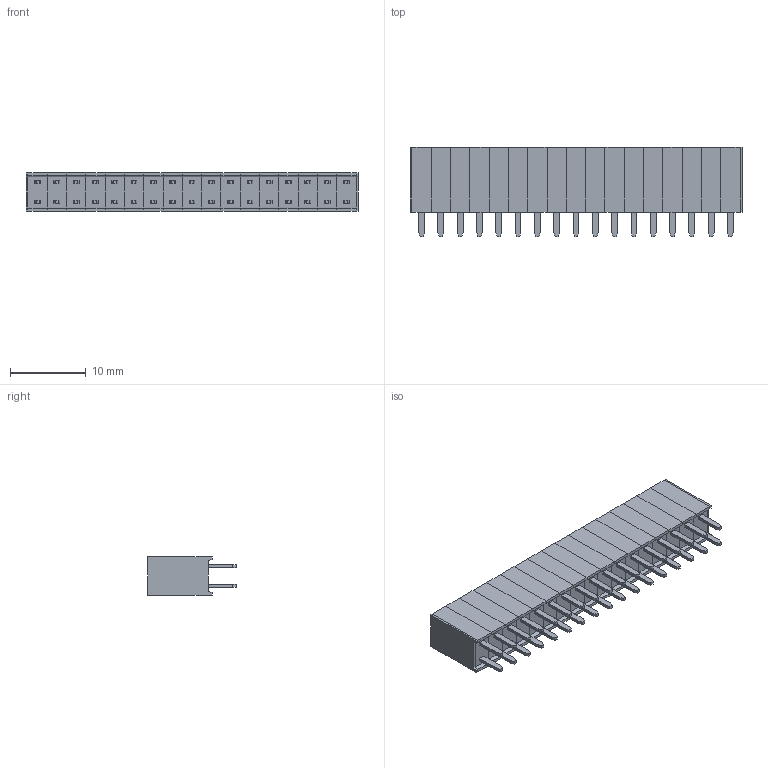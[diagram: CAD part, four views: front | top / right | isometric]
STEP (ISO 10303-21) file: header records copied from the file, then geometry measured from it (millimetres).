
FILE_DESCRIPTION (( 'STEP AP214' ), '1' );
FILE_NAME ('NPPC172LFBN-RC.STEP', '2024-10-30T11:30:09', ( '' ), ( '' ), 'SwSTEP 2.0', 'SolidWorks 2021', '' );
FILE_SCHEMA (( 'AUTOMOTIVE_DESIGN' ));
Length unit declared in the file: millimetre
Products named in the file (3): Pin - Gold; NPPC172LFBN-RC; NPPC202LFBN-RC_C17
Assembly tree (18 placements, depth 2):
  NPPC172LFBN-RC
    NPPC202LFBN-RC_C17
    Pin - Gold  x17
Bounding box: 43.69 x 11.71 x 5.08 mm (x, y, z)
Volume: 1794.1 mm3; surface area: 3204.1 mm2
Topology: 53 solids, 53 shells, 768 faces, 1748 edges, 1120 vertices
Faces by surface type: plane 768
Entity records: 14337 total; most frequent: CARTESIAN_POINT 2441, ORIENTED_EDGE 2344, DIRECTION 2238, VECTOR 1172, EDGE_CURVE 1172, LINE 1172, VERTEX_POINT 736, EDGE_LOOP 546
